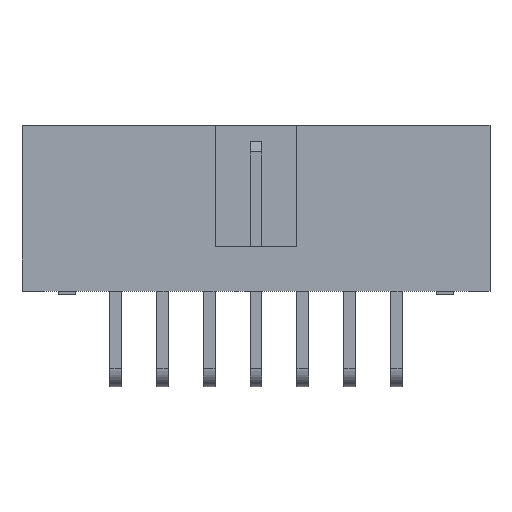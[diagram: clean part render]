
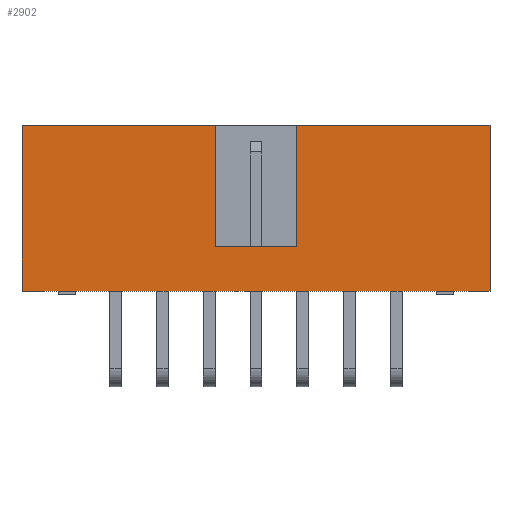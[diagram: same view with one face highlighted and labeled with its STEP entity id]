
A CAD part, front view. The second image highlights one B-rep face of the part: STEP entity #2902.
In plain terms, the highlighted planar face has unit normal (0, -1, 0).
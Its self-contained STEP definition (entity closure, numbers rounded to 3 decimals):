
#1702=VERTEX_POINT('',#4936);
#1964=VERTEX_POINT('',#5232);
#2724=EDGE_CURVE('',#4460,#1964,#6063,.T.);
#2768=EDGE_CURVE('',#3716,#4654,#6111,.T.);
#2902=ADVANCED_FACE('',(#6257),#6258,.F.);
#2936=EDGE_CURVE('',#4460,#3716,#6296,.T.);
#3018=EDGE_CURVE('',#4654,#3286,#6388,.T.);
#3286=VERTEX_POINT('',#6683);
#3486=VERTEX_POINT('',#6904);
#3496=VERTEX_POINT('',#6915);
#3716=VERTEX_POINT('',#7155);
#3888=EDGE_CURVE('',#1702,#3286,#7341,.T.);
#4294=EDGE_CURVE('',#1964,#3496,#7803,.T.);
#4460=VERTEX_POINT('',#7984);
#4570=EDGE_CURVE('',#1702,#3486,#8100,.T.);
#4654=VERTEX_POINT('',#8193);
#4810=EDGE_CURVE('',#3496,#3486,#8362,.T.);
#4936=CARTESIAN_POINT('',(-12.7,-4.4,9.0));
#5232=CARTESIAN_POINT('',(2.2,-4.4,2.4));
#6063=LINE('',#10091,#10092);
#6111=LINE('',#10157,#10158);
#6257=FACE_OUTER_BOUND('',#10367,.T.);
#6258=PLANE('',#10368);
#6296=LINE('',#10421,#10422);
#6388=LINE('',#10545,#10546);
#6683=CARTESIAN_POINT('',(-12.7,-4.4,0.0));
#6904=CARTESIAN_POINT('',(-2.2,-4.4,9.0));
#6915=CARTESIAN_POINT('',(-2.2,-4.4,2.4));
#7155=CARTESIAN_POINT('',(12.7,-4.4,9.0));
#7341=LINE('',#11924,#11925);
#7803=LINE('',#12583,#12584);
#7984=CARTESIAN_POINT('',(2.2,-4.4,9.0));
#8100=LINE('',#13032,#13033);
#8193=CARTESIAN_POINT('',(12.7,-4.4,0.0));
#8362=LINE('',#13412,#13413);
#10091=CARTESIAN_POINT('',(2.2,-4.4,5.2));
#10092=VECTOR('',#14696,1.0);
#10157=CARTESIAN_POINT('',(12.7,-4.4,4.5));
#10158=VECTOR('',#14737,1.0);
#10367=EDGE_LOOP('',(#14888,#14889,#14890,#14891,#14892,#14893,#14894,#14895));
#10368=AXIS2_PLACEMENT_3D('',#14896,#14897,#14898);
#10421=CARTESIAN_POINT('',(0.0,-4.4,9.0));
#10422=VECTOR('',#14943,1.0);
#10545=CARTESIAN_POINT('',(0.0,-4.4,0.0));
#10546=VECTOR('',#15046,1.0);
#11924=CARTESIAN_POINT('',(-12.7,-4.4,4.5));
#11925=VECTOR('',#16013,1.0);
#12583=CARTESIAN_POINT('',(0.0,-4.4,2.4));
#12584=VECTOR('',#16541,1.0);
#13032=CARTESIAN_POINT('',(0.0,-4.4,9.0));
#13033=VECTOR('',#16824,1.0);
#13412=CARTESIAN_POINT('',(-2.2,-4.4,5.2));
#13413=VECTOR('',#17082,1.0);
#14696=DIRECTION('',(0.0,0.0,-1.0));
#14737=DIRECTION('',(0.0,0.0,-1.0));
#14888=ORIENTED_EDGE('',*,*,#4810,.T.);
#14889=ORIENTED_EDGE('',*,*,#4570,.F.);
#14890=ORIENTED_EDGE('',*,*,#3888,.T.);
#14891=ORIENTED_EDGE('',*,*,#3018,.F.);
#14892=ORIENTED_EDGE('',*,*,#2768,.F.);
#14893=ORIENTED_EDGE('',*,*,#2936,.F.);
#14894=ORIENTED_EDGE('',*,*,#2724,.T.);
#14895=ORIENTED_EDGE('',*,*,#4294,.T.);
#14896=CARTESIAN_POINT('',(0.0,-4.4,4.5));
#14897=DIRECTION('',(0.0,1.0,0.0));
#14898=DIRECTION('',(0.0,0.0,1.0));
#14943=DIRECTION('',(1.0,0.0,0.0));
#15046=DIRECTION('',(-1.0,0.0,0.0));
#16013=DIRECTION('',(0.0,0.0,-1.0));
#16541=DIRECTION('',(-1.0,0.0,0.0));
#16824=DIRECTION('',(1.0,0.0,0.0));
#17082=DIRECTION('',(0.0,0.0,1.0));
